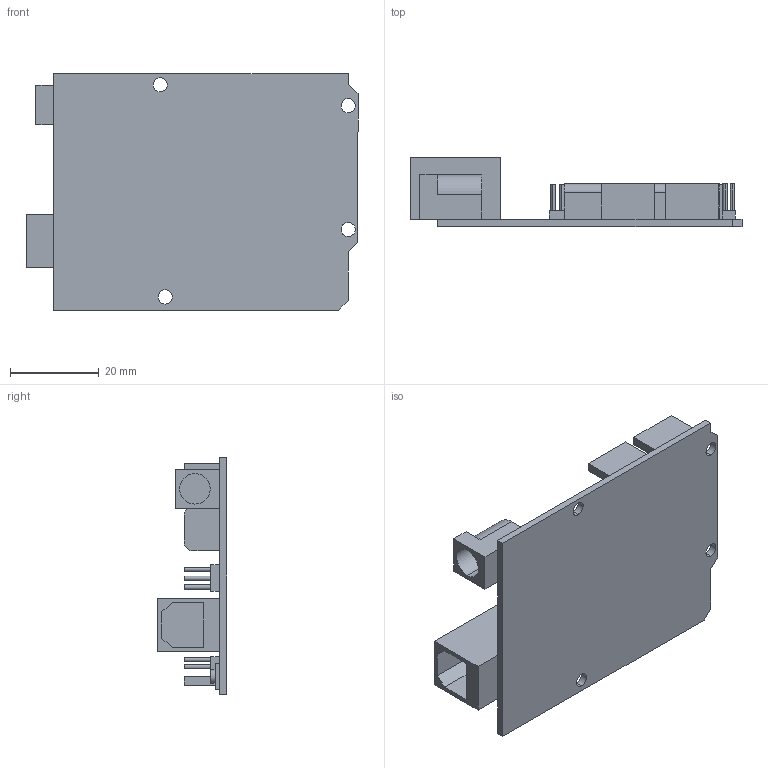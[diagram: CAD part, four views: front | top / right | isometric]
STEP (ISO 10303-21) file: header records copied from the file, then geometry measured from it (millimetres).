
FILE_DESCRIPTION (( 'STEP AP214' ), '1' );
FILE_NAME ('arduino.STEP', '2015-12-27T09:20:26', ( '' ), ( '' ), 'SwSTEP 2.0', 'SolidWorks 2014', '' );
FILE_SCHEMA (( 'AUTOMOTIVE_DESIGN' ));
Length unit declared in the file: millimetre
Products named in the file (1): arduino
Bounding box: 74.8 x 15.6 x 53.3 mm (x, y, z)
Volume: 12661.3 mm3; surface area: 12704.6 mm2
Topology: 1 solids, 1 shells, 390 faces, 961 edges, 639 vertices
Faces by surface type: plane 297, bspline 54, cylinder 39
Entity records: 14238 total; most frequent: CARTESIAN_POINT 5213, ORIENTED_EDGE 1922, DIRECTION 1606, EDGE_CURVE 961, VECTOR 774, LINE 774, VERTEX_POINT 639, EDGE_LOOP 464
